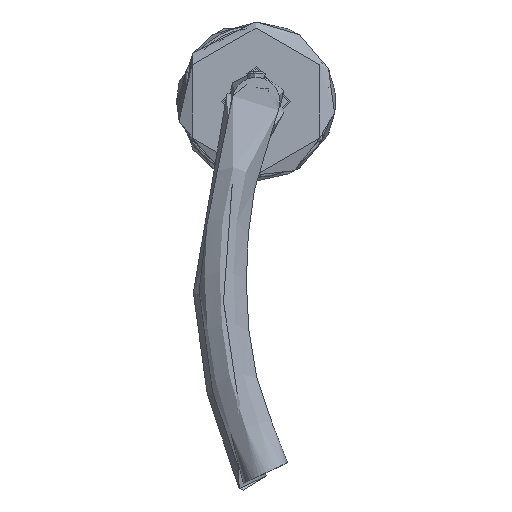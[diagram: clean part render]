
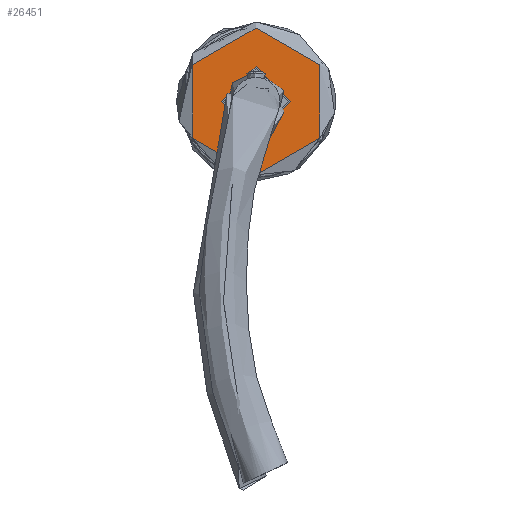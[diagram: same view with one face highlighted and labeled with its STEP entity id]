
A CAD part, left-side view. The second image highlights one B-rep face of the part: STEP entity #26451.
In plain terms, the highlighted face is planar.
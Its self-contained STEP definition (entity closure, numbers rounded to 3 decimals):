
#8552 = CARTESIAN_POINT ( 'NONE',  ( 0., 0., 10.5 ) ) ;
#14197 = DIRECTION ( 'NONE',  ( 1., 0., 0. ) ) ;
#14983 = EDGE_CURVE ( 'NONE', #78128, #78128, #74152, .T. ) ;
#15926 = AXIS2_PLACEMENT_3D ( 'NONE', #8552, #41791, #14197 ) ;
#18762 = FACE_BOUND ( 'NONE', #65897, .T. ) ;
#19486 = CARTESIAN_POINT ( 'NONE',  ( 0., 0., 10.5 ) ) ;
#19898 = FACE_OUTER_BOUND ( 'NONE', #60737, .T. ) ;
#25960 = DIRECTION ( 'NONE',  ( 0., 0., 1. ) ) ;
#26451 = ADVANCED_FACE ( 'NONE', ( #18762, #19898 ), #59761, .T. ) ;
#32171 = CIRCLE ( 'NONE', #15926, 11.3 ) ;
#41791 = DIRECTION ( 'NONE',  ( 0., 0., 1. ) ) ;
#43166 = AXIS2_PLACEMENT_3D ( 'NONE', #52402, #45968, #72658 ) ;
#45968 = DIRECTION ( 'NONE',  ( 0., 0., 1. ) ) ;
#46284 = AXIS2_PLACEMENT_3D ( 'NONE', #19486, #25960, #85468 ) ;
#49980 = EDGE_CURVE ( 'NONE', #82340, #82340, #32171, .T. ) ;
#52402 = CARTESIAN_POINT ( 'NONE',  ( 0., 0., 10.5 ) ) ;
#53658 = CARTESIAN_POINT ( 'NONE',  ( 24., 0., 10.5 ) ) ;
#59761 = PLANE ( 'NONE',  #43166 ) ;
#60737 = EDGE_LOOP ( 'NONE', ( #67292 ) ) ;
#65897 = EDGE_LOOP ( 'NONE', ( #80639 ) ) ;
#67292 = ORIENTED_EDGE ( 'NONE', *, *, #14983, .T. ) ;
#69668 = CARTESIAN_POINT ( 'NONE',  ( 11.3, 0., 10.5 ) ) ;
#72658 = DIRECTION ( 'NONE',  ( 1., 0., 0. ) ) ;
#74152 = CIRCLE ( 'NONE', #46284, 24. ) ;
#78128 = VERTEX_POINT ( 'NONE', #53658 ) ;
#80639 = ORIENTED_EDGE ( 'NONE', *, *, #49980, .F. ) ;
#82340 = VERTEX_POINT ( 'NONE', #69668 ) ;
#85468 = DIRECTION ( 'NONE',  ( 1., 0., 0. ) ) ;
